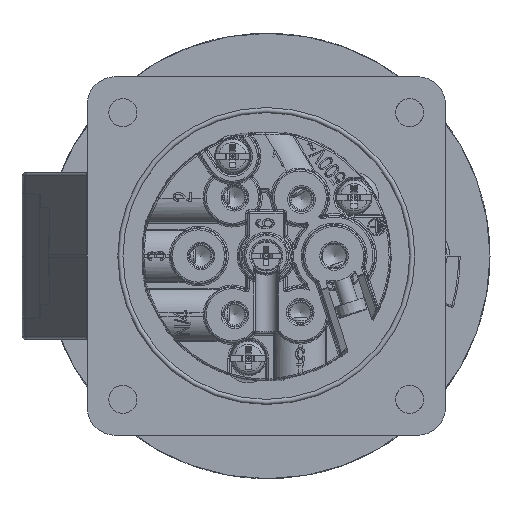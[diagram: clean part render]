
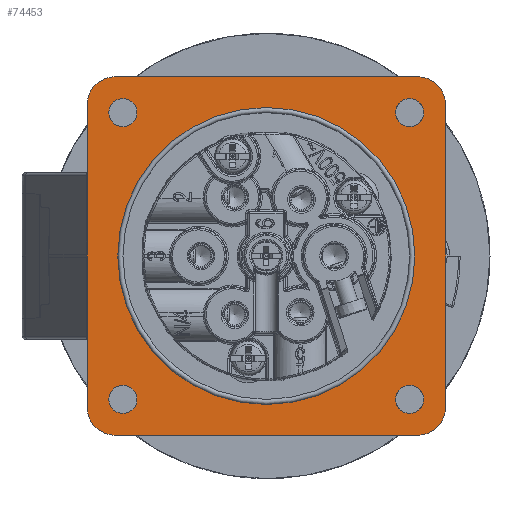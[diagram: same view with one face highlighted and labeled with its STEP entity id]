
A CAD part, left-side view. The second image highlights one B-rep face of the part: STEP entity #74453.
In plain terms, the highlighted planar face has unit normal (-1, 0, 0).
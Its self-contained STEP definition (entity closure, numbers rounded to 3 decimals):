
#1552 = AXIS2_PLACEMENT_3D ( 'NONE', #43738, #13245, #13712 ) ;
#4082 = CARTESIAN_POINT ( 'NONE',  ( -45.2, 35., 35. ) ) ;
#5039 = ORIENTED_EDGE ( 'NONE', *, *, #65311, .F. ) ;
#5604 = CARTESIAN_POINT ( 'NONE',  ( -45.2, -29.5, -29.5 ) ) ;
#5826 = EDGE_CURVE ( 'NONE', #69350, #45667, #7552, .T. ) ;
#6121 = CARTESIAN_POINT ( 'NONE',  ( -45.2, 29.5, 29.5 ) ) ;
#7552 = CIRCLE ( 'NONE', #81785, 5.5 ) ;
#9220 = EDGE_LOOP ( 'NONE', ( #79637 ) ) ;
#10319 = AXIS2_PLACEMENT_3D ( 'NONE', #5604, #35160, #57405 ) ;
#10555 = DIRECTION ( 'NONE',  ( 0., 0., 1. ) ) ;
#10879 = CARTESIAN_POINT ( 'NONE',  ( -45.2, 29.5, -35. ) ) ;
#11064 = VECTOR ( 'NONE', #10555, 1000. ) ;
#11382 = ORIENTED_EDGE ( 'NONE', *, *, #93438, .F. ) ;
#12489 = AXIS2_PLACEMENT_3D ( 'NONE', #14018, #29031, #58554 ) ;
#13145 = EDGE_LOOP ( 'NONE', ( #43686 ) ) ;
#13245 = DIRECTION ( 'NONE',  ( -1., 0., 0. ) ) ;
#13712 = DIRECTION ( 'NONE',  ( 0., -1., 0. ) ) ;
#14018 = CARTESIAN_POINT ( 'NONE',  ( -45.2, 28., 28. ) ) ;
#14786 = DIRECTION ( 'NONE',  ( -1., 0., 0. ) ) ;
#18151 = ORIENTED_EDGE ( 'NONE', *, *, #18473, .T. ) ;
#18322 = VECTOR ( 'NONE', #49108, 1000. ) ;
#18473 = EDGE_CURVE ( 'NONE', #59950, #49385, #24786, .T. ) ;
#19006 = CARTESIAN_POINT ( 'NONE',  ( -45.2, 29.5, -29.5 ) ) ;
#19418 = DIRECTION ( 'NONE',  ( -1., 0., 0. ) ) ;
#20911 = EDGE_LOOP ( 'NONE', ( #55232 ) ) ;
#21351 = AXIS2_PLACEMENT_3D ( 'NONE', #64609, #27834, #86895 ) ;
#22915 = ORIENTED_EDGE ( 'NONE', *, *, #45570, .T. ) ;
#23610 = CARTESIAN_POINT ( 'NONE',  ( -45.2, -28., 28. ) ) ;
#23751 = FACE_BOUND ( 'NONE', #13145, .T. ) ;
#24301 = CARTESIAN_POINT ( 'NONE',  ( -45.2, 0., 0. ) ) ;
#24786 = CIRCLE ( 'NONE', #1552, 5.5 ) ;
#27721 = CARTESIAN_POINT ( 'NONE',  ( -45.2, 35., 29.5 ) ) ;
#27834 = DIRECTION ( 'NONE',  ( 1., 0., 0. ) ) ;
#29031 = DIRECTION ( 'NONE',  ( -1., 0., 0. ) ) ;
#30653 = DIRECTION ( 'NONE',  ( 0., 1., 0. ) ) ;
#30978 = VERTEX_POINT ( 'NONE', #47384 ) ;
#31853 = CARTESIAN_POINT ( 'NONE',  ( -45.2, 35., -29.5 ) ) ;
#32078 = DIRECTION ( 'NONE',  ( 1., 0., 0. ) ) ;
#33330 = EDGE_CURVE ( 'NONE', #90600, #90600, #67239, .T. ) ;
#33479 = VERTEX_POINT ( 'NONE', #72154 ) ;
#35160 = DIRECTION ( 'NONE',  ( -1., 0., 0. ) ) ;
#36621 = DIRECTION ( 'NONE',  ( 0., -1., 0. ) ) ;
#37371 = FACE_BOUND ( 'NONE', #9220, .T. ) ;
#38680 = CIRCLE ( 'NONE', #67791, 2.75 ) ;
#39160 = EDGE_CURVE ( 'NONE', #77801, #80196, #74213, .T. ) ;
#40735 = CARTESIAN_POINT ( 'NONE',  ( -45.2, -35., 29.5 ) ) ;
#40756 = EDGE_CURVE ( 'NONE', #33479, #33479, #46565, .T. ) ;
#40826 = DIRECTION ( 'NONE',  ( 0., -1., 0. ) ) ;
#41580 = CIRCLE ( 'NONE', #81777, 2.75 ) ;
#42178 = CARTESIAN_POINT ( 'NONE',  ( -45.2, -35., -29.5 ) ) ;
#43686 = ORIENTED_EDGE ( 'NONE', *, *, #76246, .F. ) ;
#43738 = CARTESIAN_POINT ( 'NONE',  ( -45.2, -29.5, 29.5 ) ) ;
#44283 = CARTESIAN_POINT ( 'NONE',  ( -45.2, 29.5, 35. ) ) ;
#44736 = CARTESIAN_POINT ( 'NONE',  ( -45.2, -29.5, -35. ) ) ;
#45570 = EDGE_CURVE ( 'NONE', #75413, #80196, #74857, .T. ) ;
#45667 = VERTEX_POINT ( 'NONE', #27721 ) ;
#45839 = AXIS2_PLACEMENT_3D ( 'NONE', #23610, #90421, #83178 ) ;
#46565 = CIRCLE ( 'NONE', #12489, 2.75 ) ;
#46707 = ORIENTED_EDGE ( 'NONE', *, *, #33330, .T. ) ;
#46948 = ORIENTED_EDGE ( 'NONE', *, *, #5826, .T. ) ;
#47384 = CARTESIAN_POINT ( 'NONE',  ( -45.2, -28., -25.25 ) ) ;
#48958 = DIRECTION ( 'NONE',  ( 0., 0., 1. ) ) ;
#49108 = DIRECTION ( 'NONE',  ( 0., 1., 0. ) ) ;
#49385 = VERTEX_POINT ( 'NONE', #91537 ) ;
#50336 = VERTEX_POINT ( 'NONE', #42178 ) ;
#51946 = ORIENTED_EDGE ( 'NONE', *, *, #39160, .F. ) ;
#53294 = FACE_BOUND ( 'NONE', #91106, .T. ) ;
#54615 = LINE ( 'NONE', #78821, #11064 ) ;
#54757 = EDGE_LOOP ( 'NONE', ( #55913, #46948, #11382, #22915, #51946, #90822, #69023, #18151 ) ) ;
#55232 = ORIENTED_EDGE ( 'NONE', *, *, #40756, .F. ) ;
#55913 = ORIENTED_EDGE ( 'NONE', *, *, #86304, .T. ) ;
#55951 = DIRECTION ( 'NONE',  ( 0., 0., 1. ) ) ;
#56373 = LINE ( 'NONE', #4082, #18322 ) ;
#57405 = DIRECTION ( 'NONE',  ( 0., -1., 0. ) ) ;
#57631 = VERTEX_POINT ( 'NONE', #65362 ) ;
#58278 = DIRECTION ( 'NONE',  ( 0., 0., 1. ) ) ;
#58554 = DIRECTION ( 'NONE',  ( 0., 0., 1. ) ) ;
#59218 = CARTESIAN_POINT ( 'NONE',  ( -45.2, 35., -35. ) ) ;
#59950 = VERTEX_POINT ( 'NONE', #40735 ) ;
#60680 = EDGE_LOOP ( 'NONE', ( #46707 ) ) ;
#62474 = AXIS2_PLACEMENT_3D ( 'NONE', #19006, #64983, #40826 ) ;
#63129 = EDGE_CURVE ( 'NONE', #50336, #59950, #89253, .T. ) ;
#64609 = CARTESIAN_POINT ( 'NONE',  ( -45.2, 35., -35. ) ) ;
#64983 = DIRECTION ( 'NONE',  ( -1., 0., 0. ) ) ;
#65311 = EDGE_CURVE ( 'NONE', #57631, #57631, #41580, .T. ) ;
#65362 = CARTESIAN_POINT ( 'NONE',  ( -45.2, 28., -25.25 ) ) ;
#66781 = VERTEX_POINT ( 'NONE', #95857 ) ;
#66858 = FACE_BOUND ( 'NONE', #20911, .T. ) ;
#67239 = CIRCLE ( 'NONE', #88889, 29. ) ;
#67791 = AXIS2_PLACEMENT_3D ( 'NONE', #92519, #19418, #48958 ) ;
#69023 = ORIENTED_EDGE ( 'NONE', *, *, #63129, .T. ) ;
#69350 = VERTEX_POINT ( 'NONE', #44283 ) ;
#70563 = CIRCLE ( 'NONE', #10319, 5.5 ) ;
#72154 = CARTESIAN_POINT ( 'NONE',  ( -45.2, 28., 30.75 ) ) ;
#73715 = DIRECTION ( 'NONE',  ( 0., 1., 0. ) ) ;
#74213 = LINE ( 'NONE', #59218, #94264 ) ;
#74453 = ADVANCED_FACE ( 'NONE', ( #37371, #23751, #66858, #53294, #82842, #81890 ), #75562, .F. ) ;
#74708 = CARTESIAN_POINT ( 'NONE',  ( -45.2, -35., -35. ) ) ;
#74857 = CIRCLE ( 'NONE', #62474, 5.5 ) ;
#75413 = VERTEX_POINT ( 'NONE', #31853 ) ;
#75562 = PLANE ( 'NONE',  #21351 ) ;
#76246 = EDGE_CURVE ( 'NONE', #66781, #66781, #81448, .T. ) ;
#77743 = CARTESIAN_POINT ( 'NONE',  ( -45.2, 28., -28. ) ) ;
#77801 = VERTEX_POINT ( 'NONE', #44736 ) ;
#78821 = CARTESIAN_POINT ( 'NONE',  ( -45.2, 35., -35. ) ) ;
#79637 = ORIENTED_EDGE ( 'NONE', *, *, #88089, .F. ) ;
#80196 = VERTEX_POINT ( 'NONE', #10879 ) ;
#81448 = CIRCLE ( 'NONE', #45839, 2.75 ) ;
#81777 = AXIS2_PLACEMENT_3D ( 'NONE', #77743, #85024, #55951 ) ;
#81785 = AXIS2_PLACEMENT_3D ( 'NONE', #6121, #14786, #36621 ) ;
#81890 = FACE_BOUND ( 'NONE', #60680, .T. ) ;
#82842 = FACE_OUTER_BOUND ( 'NONE', #54757, .T. ) ;
#83178 = DIRECTION ( 'NONE',  ( 0., 0., 1. ) ) ;
#83487 = EDGE_CURVE ( 'NONE', #77801, #50336, #70563, .T. ) ;
#85024 = DIRECTION ( 'NONE',  ( -1., 0., 0. ) ) ;
#85677 = VECTOR ( 'NONE', #58278, 1000. ) ;
#86304 = EDGE_CURVE ( 'NONE', #49385, #69350, #56373, .T. ) ;
#86895 = DIRECTION ( 'NONE',  ( 0., -1., 0. ) ) ;
#88089 = EDGE_CURVE ( 'NONE', #30978, #30978, #38680, .T. ) ;
#88889 = AXIS2_PLACEMENT_3D ( 'NONE', #24301, #32078, #30653 ) ;
#89253 = LINE ( 'NONE', #74708, #85677 ) ;
#90421 = DIRECTION ( 'NONE',  ( -1., 0., 0. ) ) ;
#90600 = VERTEX_POINT ( 'NONE', #91071 ) ;
#90822 = ORIENTED_EDGE ( 'NONE', *, *, #83487, .T. ) ;
#91071 = CARTESIAN_POINT ( 'NONE',  ( -45.2, 29., 0. ) ) ;
#91106 = EDGE_LOOP ( 'NONE', ( #5039 ) ) ;
#91537 = CARTESIAN_POINT ( 'NONE',  ( -45.2, -29.5, 35. ) ) ;
#92519 = CARTESIAN_POINT ( 'NONE',  ( -45.2, -28., -28. ) ) ;
#93438 = EDGE_CURVE ( 'NONE', #75413, #45667, #54615, .T. ) ;
#94264 = VECTOR ( 'NONE', #73715, 1000. ) ;
#95857 = CARTESIAN_POINT ( 'NONE',  ( -45.2, -28., 30.75 ) ) ;
